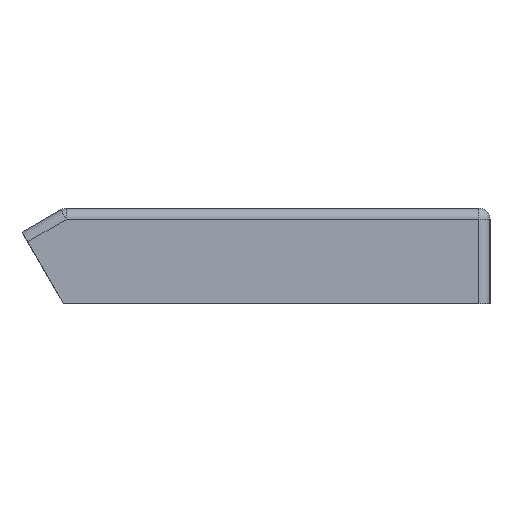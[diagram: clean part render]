
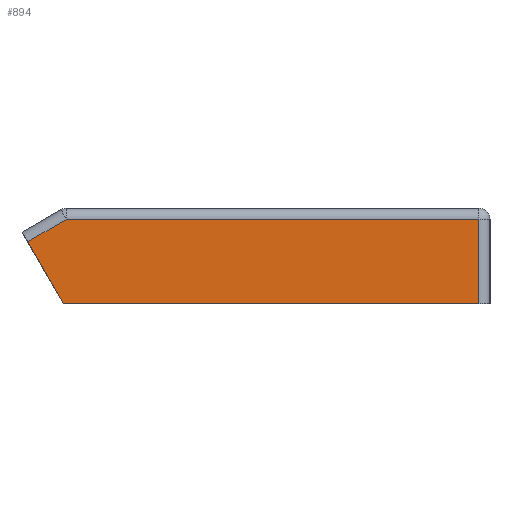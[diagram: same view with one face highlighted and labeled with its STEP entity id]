
A CAD part, left-side view. The second image highlights one B-rep face of the part: STEP entity #894.
In plain terms, the highlighted planar face has unit normal (-1, 0, 0).
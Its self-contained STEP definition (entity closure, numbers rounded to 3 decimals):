
#39 = AXIS2_PLACEMENT_3D ( 'NONE', #371, #537, #1726 ) ;
#76 = CARTESIAN_POINT ( 'NONE',  ( 359.706, -1360.574, 17. ) ) ;
#140 = DIRECTION ( 'NONE',  ( 0., 0.866, -0.5 ) ) ;
#155 = FACE_OUTER_BOUND ( 'NONE', #1237, .T. ) ;
#178 = EDGE_CURVE ( 'NONE', #522, #2118, #490, .T. ) ;
#269 = VERTEX_POINT ( 'NONE', #1080 ) ;
#324 = CARTESIAN_POINT ( 'NONE',  ( 359.706, -1360.574, 0. ) ) ;
#342 = LINE ( 'NONE', #1112, #1070 ) ;
#371 = CARTESIAN_POINT ( 'NONE',  ( 359.706, -1286.774, 17. ) ) ;
#490 = LINE ( 'NONE', #2247, #649 ) ;
#522 = VERTEX_POINT ( 'NONE', #1600 ) ;
#537 = DIRECTION ( 'NONE',  ( 1., 0., 0. ) ) ;
#548 = LINE ( 'NONE', #2323, #2397 ) ;
#571 = ORIENTED_EDGE ( 'NONE', *, *, #1222, .T. ) ;
#621 = VECTOR ( 'NONE', #1162, 1000. ) ;
#649 = VECTOR ( 'NONE', #1092, 1000. ) ;
#857 = DIRECTION ( 'NONE',  ( 0., 0., 1. ) ) ;
#894 = ADVANCED_FACE ( 'NONE', ( #155 ), #2515, .F. ) ;
#932 = CARTESIAN_POINT ( 'NONE',  ( 359.706, -1287.31, 15. ) ) ;
#976 = ORIENTED_EDGE ( 'NONE', *, *, #1354, .T. ) ;
#1060 = ORIENTED_EDGE ( 'NONE', *, *, #178, .T. ) ;
#1070 = VECTOR ( 'NONE', #140, 1000. ) ;
#1080 = CARTESIAN_POINT ( 'NONE',  ( 359.706, -1286.774, 0. ) ) ;
#1092 = DIRECTION ( 'NONE',  ( 0., 1., 0. ) ) ;
#1112 = CARTESIAN_POINT ( 'NONE',  ( 359.706, -1280.413, 11.018 ) ) ;
#1155 = VECTOR ( 'NONE', #857, 1000. ) ;
#1162 = DIRECTION ( 'NONE',  ( 0., -1., 0. ) ) ;
#1222 = EDGE_CURVE ( 'NONE', #1672, #269, #548, .T. ) ;
#1237 = EDGE_LOOP ( 'NONE', ( #1060, #976, #571, #2525, #2020 ) ) ;
#1297 = VERTEX_POINT ( 'NONE', #324 ) ;
#1354 = EDGE_CURVE ( 'NONE', #2118, #1672, #342, .T. ) ;
#1403 = LINE ( 'NONE', #2393, #621 ) ;
#1434 = EDGE_CURVE ( 'NONE', #1297, #522, #1638, .T. ) ;
#1600 = CARTESIAN_POINT ( 'NONE',  ( 359.706, -1360.574, 15. ) ) ;
#1638 = LINE ( 'NONE', #76, #1155 ) ;
#1672 = VERTEX_POINT ( 'NONE', #2555 ) ;
#1726 = DIRECTION ( 'NONE',  ( 0., 0., -1. ) ) ;
#2020 = ORIENTED_EDGE ( 'NONE', *, *, #1434, .T. ) ;
#2118 = VERTEX_POINT ( 'NONE', #932 ) ;
#2247 = CARTESIAN_POINT ( 'NONE',  ( 359.706, -1286.774, 15. ) ) ;
#2323 = CARTESIAN_POINT ( 'NONE',  ( 359.706, -1279.413, 12.75 ) ) ;
#2334 = EDGE_CURVE ( 'NONE', #269, #1297, #1403, .T. ) ;
#2393 = CARTESIAN_POINT ( 'NONE',  ( 359.706, -1286.774, 0. ) ) ;
#2397 = VECTOR ( 'NONE', #2550, 1000. ) ;
#2515 = PLANE ( 'NONE',  #39 ) ;
#2525 = ORIENTED_EDGE ( 'NONE', *, *, #2334, .T. ) ;
#2550 = DIRECTION ( 'NONE',  ( 0., -0.5, -0.866 ) ) ;
#2555 = CARTESIAN_POINT ( 'NONE',  ( 359.706, -1280.413, 11.018 ) ) ;
